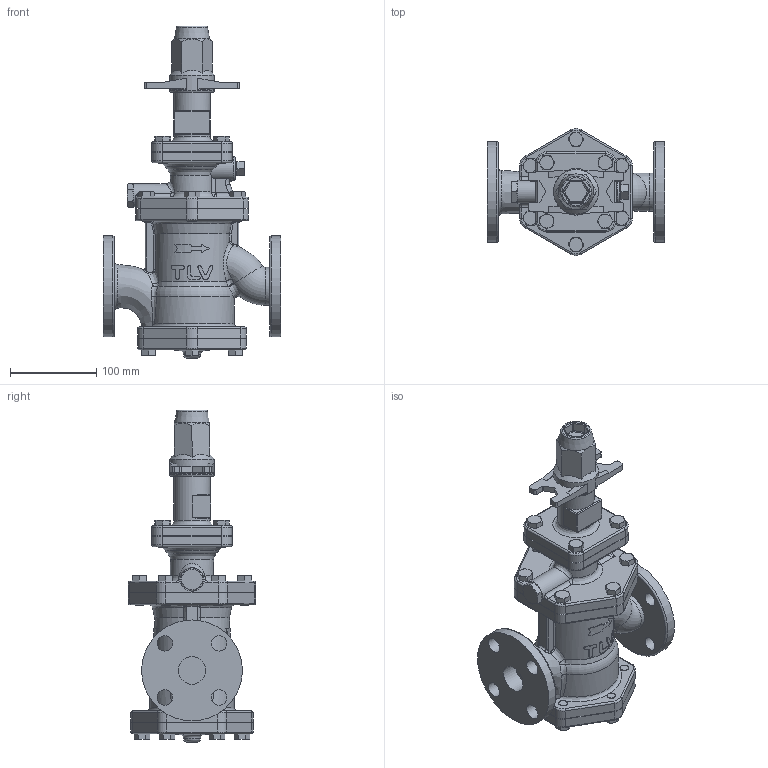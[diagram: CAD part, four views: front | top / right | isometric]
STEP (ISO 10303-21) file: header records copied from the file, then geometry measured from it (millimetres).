
FILE_DESCRIPTION((''),'2;1');
FILE_NAME('csr3x-032-a0125-00.stp','2010-06-24T09:41:23',('nakaot'),(''),'Autodesk Inventor 2008','Autodesk Inventor 2008','');
FILE_SCHEMA(('AUTOMOTIVE_DESIGN { 1 0 10303 214 1 1 1 1 }'));
Length unit declared in the file: millimetre
Products named in the file (1): csr3x-032-a0125-00
Bounding box: 206 x 147.34 x 385 mm (x, y, z)
Volume: 2570437.6 mm3; surface area: 281486.8 mm2
Topology: 1 solids, 1 shells, 815 faces, 1971 edges, 1211 vertices
Faces by surface type: plane 287, cylinder 185, bspline 168, cone 120, torus 50, sphere 5
Full cylindrical faces by diameter (mm): 10 x32, 27 x1, 28 x1, 32 x2, 42 x1, 44 x1, 52 x1, 70 x1, 90 x2, 117 x2
Entity records: 45392 total; most frequent: CARTESIAN_POINT 28230, ORIENTED_EDGE 3666, DIRECTION 3281, EDGE_CURVE 1833, AXIS2_PLACEMENT_3D 1304, VERTEX_POINT 1172, EDGE_LOOP 1015, FACE_OUTER_BOUND 815
